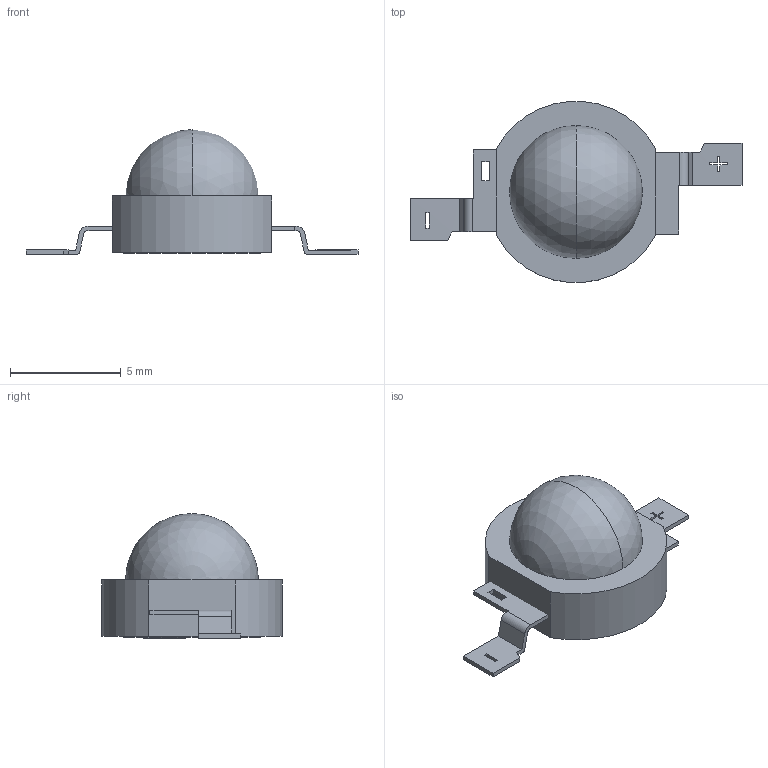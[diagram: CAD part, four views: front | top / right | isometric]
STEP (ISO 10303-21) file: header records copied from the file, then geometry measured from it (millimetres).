
FILE_DESCRIPTION (( 'STEP AP214' ), '1' );
FILE_NAME ('7BF8CADE-4CE8-469A-AB41-99689B51E353.STEP', '2025-11-15T15:56:03', ( '' ), ( '' ), 'SwSTEP 2.0', 'SolidWorks 2022', '' );
FILE_SCHEMA (( 'AUTOMOTIVE_DESIGN' ));
Length unit declared in the file: millimetre
Products named in the file (1): 7BF8CADE-4CE8-469A-AB41-99689B51E353
Bounding box: 15 x 8.17 x 5.64 mm (x, y, z)
Volume: 166 mm3; surface area: 333.7 mm2
Topology: 3 solids, 4 shells, 70 faces, 192 edges, 127 vertices
Faces by surface type: plane 54, bspline 6, sphere 6, cylinder 4
Entity records: 2428 total; most frequent: CARTESIAN_POINT 508, ORIENTED_EDGE 360, DIRECTION 312, EDGE_CURVE 180, LINE 142, VECTOR 142, VERTEX_POINT 121, AXIS2_PLACEMENT_3D 85
